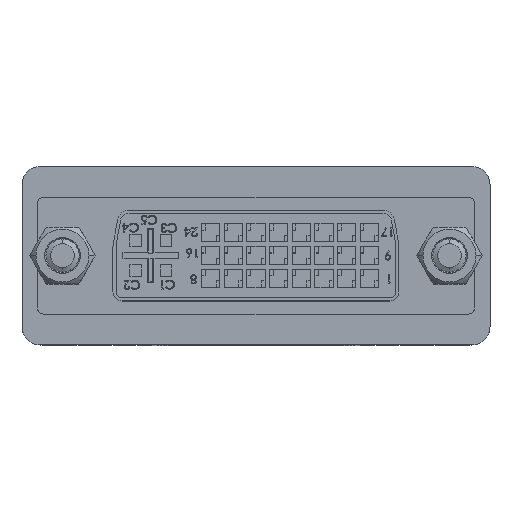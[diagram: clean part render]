
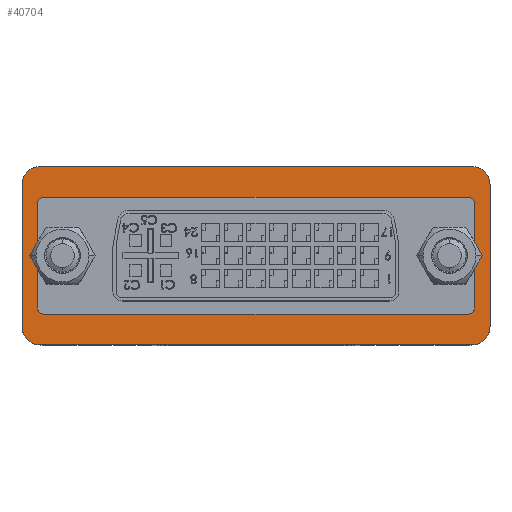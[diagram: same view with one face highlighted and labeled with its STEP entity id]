
A CAD part, top view. The second image highlights one B-rep face of the part: STEP entity #40704.
In plain terms, the highlighted planar face has unit normal (0, 0, 1).
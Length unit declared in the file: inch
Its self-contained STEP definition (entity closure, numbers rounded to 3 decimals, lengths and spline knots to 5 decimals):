
#2683 = LINE ( 'NONE', #13550, #2689 ) ;
#2689 = VECTOR ( 'NONE', #13555, 39.37008 ) ;
#2707 = CIRCLE ( 'NONE', #42820, 0.06 ) ;
#2715 = LINE ( 'NONE', #13637, #2721 ) ;
#2719 = CIRCLE ( 'NONE', #42818, 0.06 ) ;
#2721 = VECTOR ( 'NONE', #13642, 39.37008 ) ;
#2723 = CIRCLE ( 'NONE', #42819, 0.06 ) ;
#2725 = LINE ( 'NONE', #13646, #2729 ) ;
#2727 = CIRCLE ( 'NONE', #42821, 0.06 ) ;
#2729 = VECTOR ( 'NONE', #13650, 39.37008 ) ;
#2731 = LINE ( 'NONE', #13673, #2735 ) ;
#2733 = LINE ( 'NONE', #13712, #2743 ) ;
#2735 = VECTOR ( 'NONE', #13661, 39.37008 ) ;
#2737 = CIRCLE ( 'NONE', #42822, 0.02 ) ;
#2741 = CIRCLE ( 'NONE', #42823, 0.02 ) ;
#2743 = VECTOR ( 'NONE', #13697, 39.37008 ) ;
#2745 = LINE ( 'NONE', #13680, #2749 ) ;
#2747 = CIRCLE ( 'NONE', #42824, 0.02 ) ;
#2749 = VECTOR ( 'NONE', #13710, 39.37008 ) ;
#2751 = LINE ( 'NONE', #13726, #2755 ) ;
#2753 = CIRCLE ( 'NONE', #42825, 0.02 ) ;
#2755 = VECTOR ( 'NONE', #13730, 39.37008 ) ;
#2757 = LINE ( 'NONE', #13745, #2761 ) ;
#2761 = VECTOR ( 'NONE', #13749, 39.37008 ) ;
#13550 = CARTESIAN_POINT ( 'NONE',  ( 0., -0.295, 0.65 ) ) ;
#13555 = DIRECTION ( 'NONE',  ( 1., 0., 0. ) ) ;
#13637 = CARTESIAN_POINT ( 'NONE',  ( -0.774, 0.295, 0.65 ) ) ;
#13642 = DIRECTION ( 'NONE',  ( 0., -1., 0. ) ) ;
#13646 = CARTESIAN_POINT ( 'NONE',  ( 0.774, 0.295, 0.65 ) ) ;
#13650 = DIRECTION ( 'NONE',  ( 0., -1., 0. ) ) ;
#13653 = CARTESIAN_POINT ( 'NONE',  ( -0.714, -0.235, 0.65 ) ) ;
#13655 = DIRECTION ( 'NONE',  ( 0., 0., 1. ) ) ;
#13658 = DIRECTION ( 'NONE',  ( -1., 0., 0. ) ) ;
#13661 = DIRECTION ( 'NONE',  ( 1., 0., 0. ) ) ;
#13665 = CARTESIAN_POINT ( 'NONE',  ( 0.714, -0.235, 0.65 ) ) ;
#13667 = DIRECTION ( 'NONE',  ( 0., 0., 1. ) ) ;
#13670 = DIRECTION ( 'NONE',  ( -1., 0., 0. ) ) ;
#13673 = CARTESIAN_POINT ( 'NONE',  ( 0., 0.295, 0.65 ) ) ;
#13680 = CARTESIAN_POINT ( 'NONE',  ( -0.7225, 0.173, 0.65 ) ) ;
#13684 = CARTESIAN_POINT ( 'NONE',  ( 0.714, 0.235, 0.65 ) ) ;
#13687 = DIRECTION ( 'NONE',  ( 0., 0., 1. ) ) ;
#13689 = DIRECTION ( 'NONE',  ( -1., 0., 0. ) ) ;
#13697 = DIRECTION ( 'NONE',  ( -1., 0., 0. ) ) ;
#13701 = CARTESIAN_POINT ( 'NONE',  ( -0.714, 0.235, 0.65 ) ) ;
#13704 = DIRECTION ( 'NONE',  ( 0., 0., 1. ) ) ;
#13707 = DIRECTION ( 'NONE',  ( -1., 0., 0. ) ) ;
#13710 = DIRECTION ( 'NONE',  ( 0., 1., 0. ) ) ;
#13712 = CARTESIAN_POINT ( 'NONE',  ( -0.7025, -0.193, 0.65 ) ) ;
#13714 = CARTESIAN_POINT ( 'NONE',  ( 0.7025, -0.173, 0.65 ) ) ;
#13717 = DIRECTION ( 'NONE',  ( 0., 0., -1. ) ) ;
#13720 = DIRECTION ( 'NONE',  ( -1., 0., 0. ) ) ;
#13726 = CARTESIAN_POINT ( 'NONE',  ( -0.7025, 0.193, 0.65 ) ) ;
#13730 = DIRECTION ( 'NONE',  ( 1., 0., 0. ) ) ;
#13733 = CARTESIAN_POINT ( 'NONE',  ( -0.7025, -0.173, 0.65 ) ) ;
#13736 = DIRECTION ( 'NONE',  ( 0., 0., -1. ) ) ;
#13739 = DIRECTION ( 'NONE',  ( -1., 0., 0. ) ) ;
#13745 = CARTESIAN_POINT ( 'NONE',  ( 0.7225, 0.173, 0.65 ) ) ;
#13749 = DIRECTION ( 'NONE',  ( 0., -1., 0. ) ) ;
#13752 = CARTESIAN_POINT ( 'NONE',  ( -0.7025, 0.173, 0.65 ) ) ;
#13755 = DIRECTION ( 'NONE',  ( 0., 0., -1. ) ) ;
#13757 = DIRECTION ( 'NONE',  ( -1., 0., 0. ) ) ;
#13770 = CARTESIAN_POINT ( 'NONE',  ( 0.7025, 0.173, 0.65 ) ) ;
#13773 = DIRECTION ( 'NONE',  ( 0., 0., -1. ) ) ;
#13776 = DIRECTION ( 'NONE',  ( -1., 0., 0. ) ) ;
#15311 = CARTESIAN_POINT ( 'NONE',  ( -0.714, -0.295, 0.65 ) ) ;
#15322 = CARTESIAN_POINT ( 'NONE',  ( -0.714, 0.295, 0.65 ) ) ;
#15454 = CARTESIAN_POINT ( 'NONE',  ( -0.774, 0.235, 0.65 ) ) ;
#15458 = CARTESIAN_POINT ( 'NONE',  ( 0.714, -0.295, 0.65 ) ) ;
#15496 = DIRECTION ( 'NONE',  ( 0., 0., -1. ) ) ;
#15502 = CARTESIAN_POINT ( 'NONE',  ( 0., 0.295, 0.65 ) ) ;
#15505 = PLANE ( 'NONE',  #42889 ) ;
#15509 = DIRECTION ( 'NONE',  ( -1., 0., 0. ) ) ;
#15993 = FACE_OUTER_BOUND ( 'NONE', #40064, .T. ) ;
#15997 = FACE_BOUND ( 'NONE', #40056, .T. ) ;
#23232 = EDGE_CURVE ( 'NONE', #30545, #30628, #2683, .T. ) ;
#23242 = EDGE_CURVE ( 'NONE', #30626, #44445, #2715, .T. ) ;
#23243 = EDGE_CURVE ( 'NONE', #44445, #30545, #2719, .T. ) ;
#23244 = EDGE_CURVE ( 'NONE', #30628, #44468, #2723, .T. ) ;
#23245 = EDGE_CURVE ( 'NONE', #44424, #44468, #2725, .T. ) ;
#23246 = EDGE_CURVE ( 'NONE', #44424, #44465, #2707, .T. ) ;
#23247 = EDGE_CURVE ( 'NONE', #30555, #44465, #2731, .T. ) ;
#23248 = EDGE_CURVE ( 'NONE', #30555, #30626, #2727, .T. ) ;
#23249 = EDGE_CURVE ( 'NONE', #44432, #44464, #2737, .T. ) ;
#23250 = EDGE_CURVE ( 'NONE', #44464, #44462, #2733, .T. ) ;
#23251 = EDGE_CURVE ( 'NONE', #44462, #44461, #2741, .T. ) ;
#23252 = EDGE_CURVE ( 'NONE', #44461, #44460, #2745, .T. ) ;
#23253 = EDGE_CURVE ( 'NONE', #44460, #44459, #2747, .T. ) ;
#23254 = EDGE_CURVE ( 'NONE', #44459, #44457, #2751, .T. ) ;
#23255 = EDGE_CURVE ( 'NONE', #44457, #44456, #2753, .T. ) ;
#23256 = EDGE_CURVE ( 'NONE', #44456, #44432, #2757, .T. ) ;
#28065 = ORIENTED_EDGE ( 'NONE', *, *, #23242, .T. ) ;
#28066 = ORIENTED_EDGE ( 'NONE', *, *, #23243, .T. ) ;
#28067 = ORIENTED_EDGE ( 'NONE', *, *, #23232, .T. ) ;
#28068 = ORIENTED_EDGE ( 'NONE', *, *, #23244, .T. ) ;
#28069 = ORIENTED_EDGE ( 'NONE', *, *, #23245, .F. ) ;
#28070 = ORIENTED_EDGE ( 'NONE', *, *, #23246, .T. ) ;
#28071 = ORIENTED_EDGE ( 'NONE', *, *, #23247, .F. ) ;
#28072 = ORIENTED_EDGE ( 'NONE', *, *, #23248, .T. ) ;
#28073 = ORIENTED_EDGE ( 'NONE', *, *, #23249, .T. ) ;
#28074 = ORIENTED_EDGE ( 'NONE', *, *, #23250, .T. ) ;
#28075 = ORIENTED_EDGE ( 'NONE', *, *, #23251, .T. ) ;
#28076 = ORIENTED_EDGE ( 'NONE', *, *, #23252, .T. ) ;
#28077 = ORIENTED_EDGE ( 'NONE', *, *, #23253, .T. ) ;
#28078 = ORIENTED_EDGE ( 'NONE', *, *, #23254, .T. ) ;
#28079 = ORIENTED_EDGE ( 'NONE', *, *, #23255, .T. ) ;
#28080 = ORIENTED_EDGE ( 'NONE', *, *, #23256, .T. ) ;
#30545 = VERTEX_POINT ( 'NONE', #15311 ) ;
#30555 = VERTEX_POINT ( 'NONE', #15322 ) ;
#30626 = VERTEX_POINT ( 'NONE', #15454 ) ;
#30628 = VERTEX_POINT ( 'NONE', #15458 ) ;
#36997 = CARTESIAN_POINT ( 'NONE',  ( 0.774, 0.235, 0.65 ) ) ;
#37005 = CARTESIAN_POINT ( 'NONE',  ( 0.7225, -0.173, 0.65 ) ) ;
#37018 = CARTESIAN_POINT ( 'NONE',  ( -0.774, -0.235, 0.65 ) ) ;
#37029 = CARTESIAN_POINT ( 'NONE',  ( 0.7225, 0.173, 0.65 ) ) ;
#37030 = CARTESIAN_POINT ( 'NONE',  ( 0.7025, 0.193, 0.65 ) ) ;
#37032 = CARTESIAN_POINT ( 'NONE',  ( -0.7025, 0.193, 0.65 ) ) ;
#37033 = CARTESIAN_POINT ( 'NONE',  ( -0.7225, 0.173, 0.65 ) ) ;
#37034 = CARTESIAN_POINT ( 'NONE',  ( -0.7225, -0.173, 0.65 ) ) ;
#37035 = CARTESIAN_POINT ( 'NONE',  ( -0.7025, -0.193, 0.65 ) ) ;
#37037 = CARTESIAN_POINT ( 'NONE',  ( 0.7025, -0.193, 0.65 ) ) ;
#37038 = CARTESIAN_POINT ( 'NONE',  ( 0.714, 0.295, 0.65 ) ) ;
#37041 = CARTESIAN_POINT ( 'NONE',  ( 0.774, -0.235, 0.65 ) ) ;
#40056 = EDGE_LOOP ( 'NONE', ( #28073, #28074, #28075, #28076, #28077, #28078, #28079, #28080 ) ) ;
#40064 = EDGE_LOOP ( 'NONE', ( #28065, #28066, #28067, #28068, #28069, #28070, #28071, #28072 ) ) ;
#40704 = ADVANCED_FACE ( 'NONE', ( #15993, #15997 ), #15505, .F. ) ;
#42818 = AXIS2_PLACEMENT_3D ( 'NONE', #13653, #13655, #13658 ) ;
#42819 = AXIS2_PLACEMENT_3D ( 'NONE', #13665, #13667, #13670 ) ;
#42820 = AXIS2_PLACEMENT_3D ( 'NONE', #13684, #13687, #13689 ) ;
#42821 = AXIS2_PLACEMENT_3D ( 'NONE', #13701, #13704, #13707 ) ;
#42822 = AXIS2_PLACEMENT_3D ( 'NONE', #13714, #13717, #13720 ) ;
#42823 = AXIS2_PLACEMENT_3D ( 'NONE', #13733, #13736, #13739 ) ;
#42824 = AXIS2_PLACEMENT_3D ( 'NONE', #13752, #13755, #13757 ) ;
#42825 = AXIS2_PLACEMENT_3D ( 'NONE', #13770, #13773, #13776 ) ;
#42889 = AXIS2_PLACEMENT_3D ( 'NONE', #15502, #15496, #15509 ) ;
#44424 = VERTEX_POINT ( 'NONE', #36997 ) ;
#44432 = VERTEX_POINT ( 'NONE', #37005 ) ;
#44445 = VERTEX_POINT ( 'NONE', #37018 ) ;
#44456 = VERTEX_POINT ( 'NONE', #37029 ) ;
#44457 = VERTEX_POINT ( 'NONE', #37030 ) ;
#44459 = VERTEX_POINT ( 'NONE', #37032 ) ;
#44460 = VERTEX_POINT ( 'NONE', #37033 ) ;
#44461 = VERTEX_POINT ( 'NONE', #37034 ) ;
#44462 = VERTEX_POINT ( 'NONE', #37035 ) ;
#44464 = VERTEX_POINT ( 'NONE', #37037 ) ;
#44465 = VERTEX_POINT ( 'NONE', #37038 ) ;
#44468 = VERTEX_POINT ( 'NONE', #37041 ) ;
